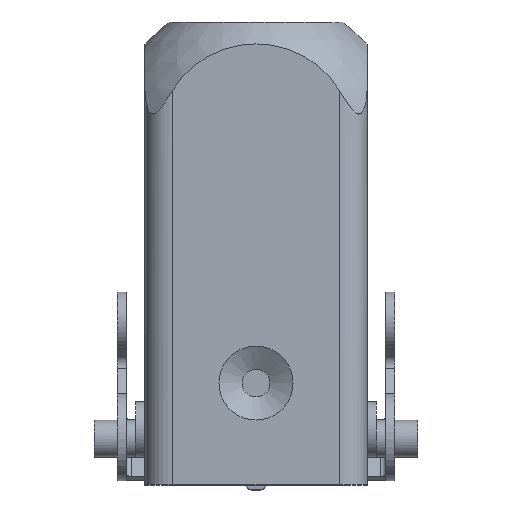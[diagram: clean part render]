
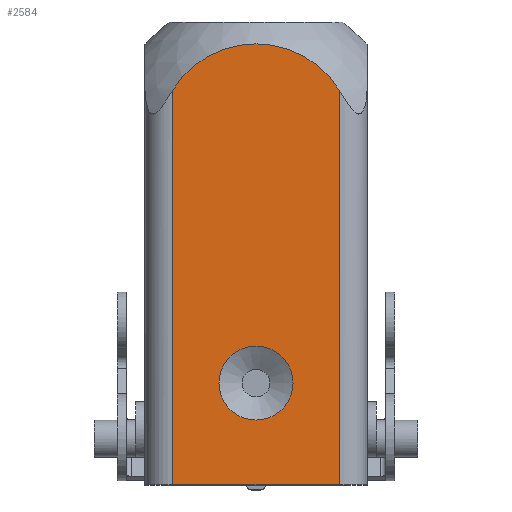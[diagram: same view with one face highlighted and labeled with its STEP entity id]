
A CAD part, top view. The second image highlights one B-rep face of the part: STEP entity #2584.
In plain terms, the highlighted planar face has unit normal (0, 0, 1).
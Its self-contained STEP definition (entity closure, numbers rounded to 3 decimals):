
#85 = LINE ( 'NONE', #952, #2614 ) ;
#231 = AXIS2_PLACEMENT_3D ( 'NONE', #3599, #3568, #3464 ) ;
#454 = VECTOR ( 'NONE', #4192, 1000. ) ;
#510 = VECTOR ( 'NONE', #3826, 1000. ) ;
#540 = AXIS2_PLACEMENT_3D ( 'NONE', #4344, #4266, #4331 ) ;
#545 = CIRCLE ( 'NONE', #540, 4. ) ;
#942 = DIRECTION ( 'NONE',  ( 0., -1., 0. ) ) ;
#952 = CARTESIAN_POINT ( 'NONE',  ( 21., 37.75, 0. ) ) ;
#1300 = CIRCLE ( 'NONE', #1307, 10.605 ) ;
#1307 = AXIS2_PLACEMENT_3D ( 'NONE', #2752, #2763, #2762 ) ;
#1439 = ORIENTED_EDGE ( 'NONE', *, *, #2492, .T. ) ;
#1772 = ORIENTED_EDGE ( 'NONE', *, *, #2470, .T. ) ;
#1839 = EDGE_LOOP ( 'NONE', ( #1772 ) ) ;
#1841 = EDGE_LOOP ( 'NONE', ( #3244, #3401, #1439, #3133 ) ) ;
#1980 = LINE ( 'NONE', #3841, #510 ) ;
#2154 = EDGE_CURVE ( 'NONE', #3322, #3283, #1300, .T. ) ;
#2310 = EDGE_CURVE ( 'NONE', #3283, #3296, #85, .T. ) ;
#2470 = EDGE_CURVE ( 'NONE', #3101, #3101, #545, .T. ) ;
#2492 = EDGE_CURVE ( 'NONE', #3322, #3245, #1980, .T. ) ;
#2526 = EDGE_CURVE ( 'NONE', #3245, #3296, #3028, .T. ) ;
#2584 = ADVANCED_FACE ( 'NONE', ( #3094, #3063 ), #3458, .F. ) ;
#2614 = VECTOR ( 'NONE', #942, 1000. ) ;
#2752 = CARTESIAN_POINT ( 'NONE',  ( 12., 37.065, 0. ) ) ;
#2762 = DIRECTION ( 'NONE',  ( 1., 0., 0. ) ) ;
#2763 = DIRECTION ( 'NONE',  ( 0., 0., -1. ) ) ;
#3028 = LINE ( 'NONE', #4190, #454 ) ;
#3063 = FACE_OUTER_BOUND ( 'NONE', #1841, .T. ) ;
#3094 = FACE_BOUND ( 'NONE', #1839, .T. ) ;
#3101 = VERTEX_POINT ( 'NONE', #3738 ) ;
#3133 = ORIENTED_EDGE ( 'NONE', *, *, #2526, .T. ) ;
#3244 = ORIENTED_EDGE ( 'NONE', *, *, #2310, .F. ) ;
#3245 = VERTEX_POINT ( 'NONE', #3704 ) ;
#3283 = VERTEX_POINT ( 'NONE', #3608 ) ;
#3296 = VERTEX_POINT ( 'NONE', #3691 ) ;
#3322 = VERTEX_POINT ( 'NONE', #3687 ) ;
#3401 = ORIENTED_EDGE ( 'NONE', *, *, #2154, .F. ) ;
#3458 = PLANE ( 'NONE',  #231 ) ;
#3464 = DIRECTION ( 'NONE',  ( -1., 0., 0. ) ) ;
#3568 = DIRECTION ( 'NONE',  ( 0., 0., -1. ) ) ;
#3599 = CARTESIAN_POINT ( 'NONE',  ( 3., 37.75, 0. ) ) ;
#3608 = CARTESIAN_POINT ( 'NONE',  ( 21., 42.675, 0. ) ) ;
#3687 = CARTESIAN_POINT ( 'NONE',  ( 3., 42.675, 0. ) ) ;
#3691 = CARTESIAN_POINT ( 'NONE',  ( 21., 0., 0. ) ) ;
#3704 = CARTESIAN_POINT ( 'NONE',  ( 3., 0., 0. ) ) ;
#3738 = CARTESIAN_POINT ( 'NONE',  ( 8., 11., 0. ) ) ;
#3826 = DIRECTION ( 'NONE',  ( 0., -1., 0. ) ) ;
#3841 = CARTESIAN_POINT ( 'NONE',  ( 3., 37.75, 0. ) ) ;
#4190 = CARTESIAN_POINT ( 'NONE',  ( 3., 0., 0. ) ) ;
#4192 = DIRECTION ( 'NONE',  ( 1., 0., 0. ) ) ;
#4266 = DIRECTION ( 'NONE',  ( 0., 0., -1. ) ) ;
#4331 = DIRECTION ( 'NONE',  ( -1., 0., 0. ) ) ;
#4344 = CARTESIAN_POINT ( 'NONE',  ( 12., 11., 0. ) ) ;
